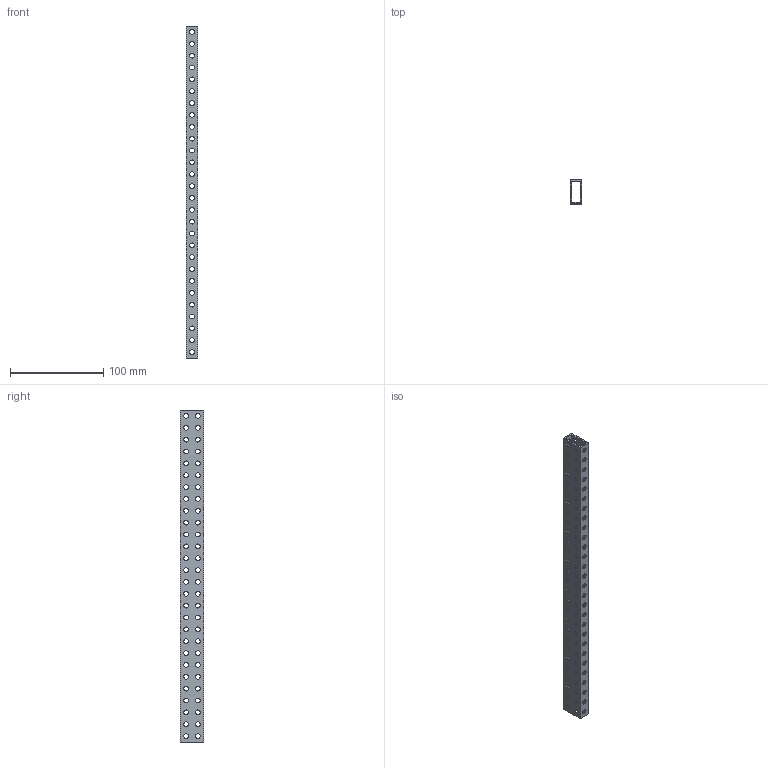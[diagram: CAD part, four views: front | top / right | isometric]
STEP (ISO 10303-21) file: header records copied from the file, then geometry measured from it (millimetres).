
FILE_DESCRIPTION (( 'STEP AP203' ), '1' );
FILE_NAME ('am-5026-1400 RoBits 1.0x0.5x14.0 Tube.STEP', '2023-05-30T17:20:10', ( '' ), ( '' ), 'SwSTEP 2.0', 'SolidWorks 2022', '' );
FILE_SCHEMA (( 'CONFIG_CONTROL_DESIGN' ));
Length unit declared in the file: inch
Products named in the file (1): am-5026-1400 RoBits 1.0x0.5x14.0 Tube
Bounding box: 12.7 x 25.4 x 355.6 mm (x, y, z)
Volume: 33971.6 mm3; surface area: 47298.3 mm2
Topology: 1 solids, 1 shells, 346 faces, 1032 edges, 688 vertices
Faces by surface type: cylinder 336, plane 10
Entity records: 12803 total; most frequent: DIRECTION 2398, CARTESIAN_POINT 2067, ORIENTED_EDGE 2064, EDGE_CURVE 1032, AXIS2_PLACEMENT_3D 1019, VERTEX_POINT 688, EDGE_LOOP 684, CIRCLE 672
